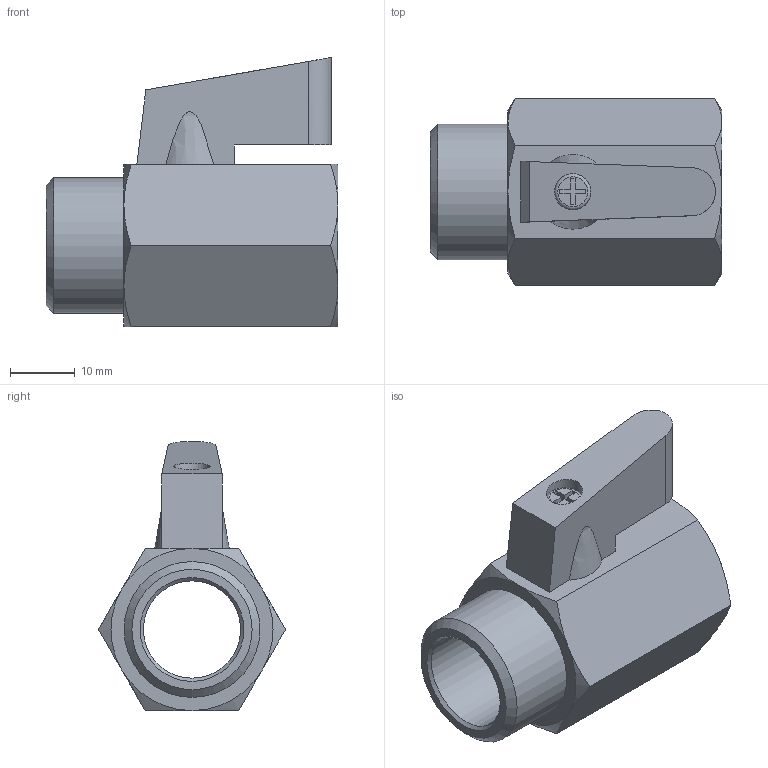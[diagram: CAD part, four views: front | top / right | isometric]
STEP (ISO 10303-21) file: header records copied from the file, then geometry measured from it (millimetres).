
FILE_DESCRIPTION(( 'MV.25.00.12N.STP' ), '1');
FILE_NAME( 'MV.25.00.12N.STP', '2018-10-04T16:39:13',( 'Sopra'),('sopra-pneumatic.com'), 'SwSTEP 2.0','SolidWorks 2009','' );
FILE_SCHEMA (('AUTOMOTIVE_DESIGN { 1 0 10303 214 1 1 1 1 }'));
Length unit declared in the file: millimetre
Products named in the file (4): Root; Schraube; Griff; 500115
Assembly tree (3 placements, depth 2):
  Root
    Schraube
    Griff
    500115
Bounding box: 45 x 28.87 x 41.5 mm (x, y, z)
Volume: 14937.8 mm3; surface area: 8631.7 mm2
Topology: 3 solids, 3 shells, 68 faces, 154 edges, 101 vertices
Faces by surface type: plane 40, cone 17, cylinder 10, torus 1
Full cylindrical faces by diameter (mm): 2.5 x1, 2.8 x1, 5.6 x2, 7.8 x1, 15 x1, 18.631 x1, 20.955 x1, 21.5 x1
Entity records: 3238 total; most frequent: DIRECTION 346, CARTESIAN_POINT 304, PRESENTATION_STYLE_ASSIGNMENT 273, COLOUR_RGB 272, DRAUGHTING_PRE_DEFINED_CURVE_FONT 270, CURVE_STYLE 270, OVER_RIDING_STYLED_ITEM 270, ORIENTED_EDGE 270
